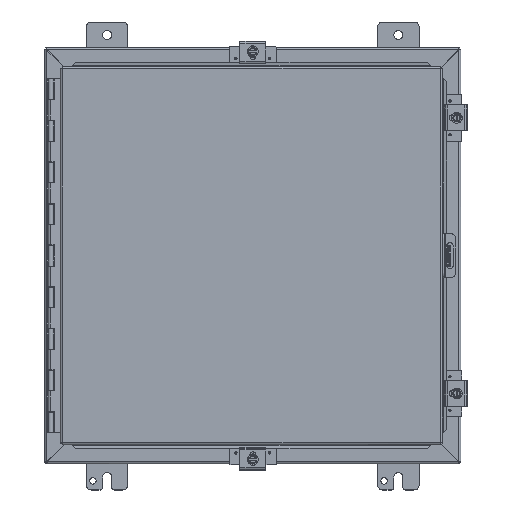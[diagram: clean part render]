
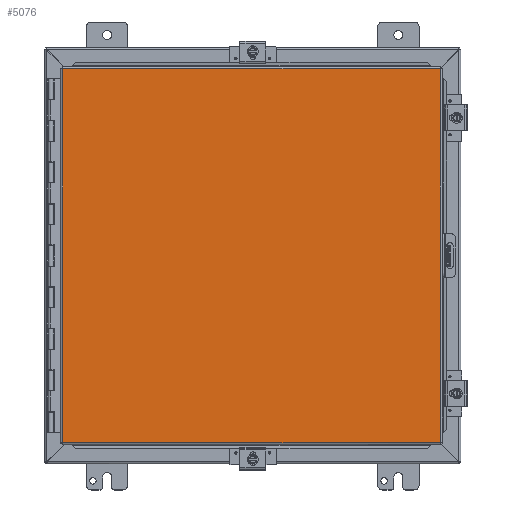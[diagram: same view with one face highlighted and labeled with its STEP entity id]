
A CAD part, top view. The second image highlights one B-rep face of the part: STEP entity #5076.
In plain terms, the highlighted face is planar.
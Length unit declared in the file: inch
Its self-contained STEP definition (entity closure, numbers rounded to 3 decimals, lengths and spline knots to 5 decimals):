
#397 = CARTESIAN_POINT ( 'NONE',  ( 9.08225, 8.9885, 0. ) ) ;
#1026 = LINE ( 'NONE', #397, #28394 ) ;
#1393 = DIRECTION ( 'NONE',  ( 1., 0., 0. ) ) ;
#3217 = CARTESIAN_POINT ( 'NONE',  ( -9.08225, -8.9885, 0. ) ) ;
#4019 = DIRECTION ( 'NONE',  ( 0., -1., 0. ) ) ;
#4456 = EDGE_CURVE ( 'NONE', #33245, #42357, #18773, .T. ) ;
#4686 = CARTESIAN_POINT ( 'NONE',  ( 9.08225, -8.9885, 0. ) ) ;
#5076 = ADVANCED_FACE ( 'NONE', ( #18116 ), #43992, .F. ) ;
#6617 = EDGE_CURVE ( 'NONE', #11970, #39366, #11116, .T. ) ;
#9688 = CARTESIAN_POINT ( 'NONE',  ( 9.08225, -8.9885, 0. ) ) ;
#11094 = ORIENTED_EDGE ( 'NONE', *, *, #45521, .T. ) ;
#11116 = LINE ( 'NONE', #4686, #20586 ) ;
#11277 = DIRECTION ( 'NONE',  ( 0., 1., 0. ) ) ;
#11390 = VECTOR ( 'NONE', #11277, 39.37008 ) ;
#11970 = VERTEX_POINT ( 'NONE', #9688 ) ;
#13969 = CARTESIAN_POINT ( 'NONE',  ( -9.08225, 8.9885, 0. ) ) ;
#14851 = CARTESIAN_POINT ( 'NONE',  ( -9.08225, -8.9885, 0. ) ) ;
#17045 = CARTESIAN_POINT ( 'NONE',  ( -9.08225, 8.9885, 0. ) ) ;
#18116 = FACE_OUTER_BOUND ( 'NONE', #19754, .T. ) ;
#18773 = LINE ( 'NONE', #13969, #22567 ) ;
#19754 = EDGE_LOOP ( 'NONE', ( #11094, #40878, #36555, #25787 ) ) ;
#20586 = VECTOR ( 'NONE', #26052, 39.37008 ) ;
#21146 = DIRECTION ( 'NONE',  ( 1., 0., 0. ) ) ;
#21194 = CARTESIAN_POINT ( 'NONE',  ( 9.08225, 8.9885, 0. ) ) ;
#22567 = VECTOR ( 'NONE', #21146, 39.37008 ) ;
#22803 = DIRECTION ( 'NONE',  ( 0., 0., 1. ) ) ;
#24288 = AXIS2_PLACEMENT_3D ( 'NONE', #44143, #22803, #1393 ) ;
#25787 = ORIENTED_EDGE ( 'NONE', *, *, #6617, .T. ) ;
#26052 = DIRECTION ( 'NONE',  ( -1., 0., 0. ) ) ;
#28394 = VECTOR ( 'NONE', #4019, 39.37008 ) ;
#31403 = LINE ( 'NONE', #14851, #11390 ) ;
#33245 = VERTEX_POINT ( 'NONE', #17045 ) ;
#36040 = EDGE_CURVE ( 'NONE', #42357, #11970, #1026, .T. ) ;
#36555 = ORIENTED_EDGE ( 'NONE', *, *, #36040, .T. ) ;
#39366 = VERTEX_POINT ( 'NONE', #3217 ) ;
#40878 = ORIENTED_EDGE ( 'NONE', *, *, #4456, .T. ) ;
#42357 = VERTEX_POINT ( 'NONE', #21194 ) ;
#43992 = PLANE ( 'NONE',  #24288 ) ;
#44143 = CARTESIAN_POINT ( 'NONE',  ( 0., 0., 0. ) ) ;
#45521 = EDGE_CURVE ( 'NONE', #39366, #33245, #31403, .T. ) ;
